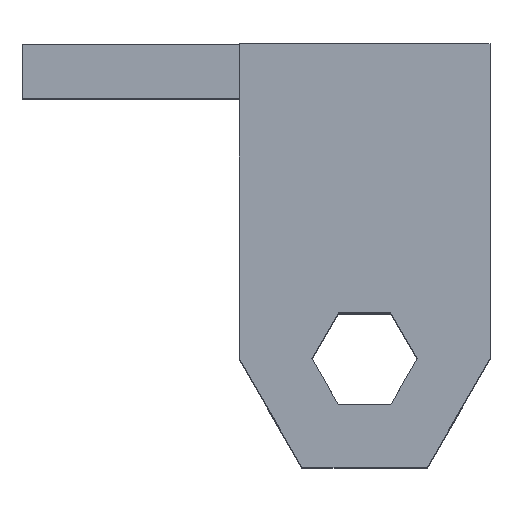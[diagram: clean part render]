
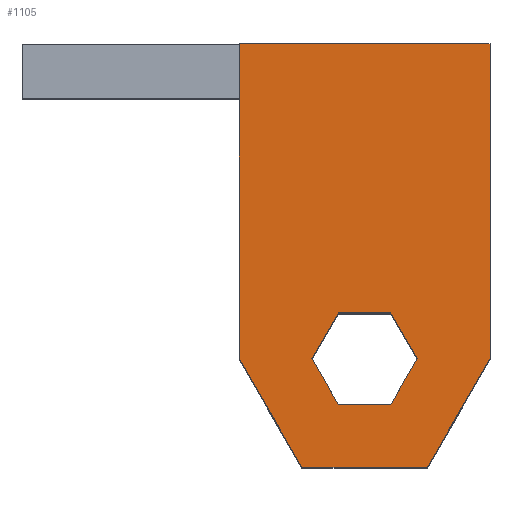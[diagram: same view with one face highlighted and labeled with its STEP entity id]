
A CAD part, top view. The second image highlights one B-rep face of the part: STEP entity #1105.
In plain terms, the highlighted planar face has unit normal (0, 0, 1).
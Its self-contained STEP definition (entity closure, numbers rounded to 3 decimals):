
#23=FACE_BOUND('',#437,.T.);
#56=LINE('',#1507,#201);
#68=LINE('',#1531,#213);
#71=LINE('',#1536,#216);
#93=LINE('',#1592,#238);
#95=LINE('',#1596,#240);
#96=LINE('',#1598,#241);
#160=LINE('',#1727,#305);
#163=LINE('',#1732,#308);
#165=LINE('',#1736,#310);
#167=LINE('',#1740,#312);
#169=LINE('',#1744,#314);
#171=LINE('',#1747,#316);
#201=VECTOR('',#1219,10.);
#213=VECTOR('',#1245,10.);
#216=VECTOR('',#1250,10.);
#238=VECTOR('',#1302,10.);
#240=VECTOR('',#1306,10.);
#241=VECTOR('',#1309,10.);
#305=VECTOR('',#1417,10.);
#308=VECTOR('',#1422,10.);
#310=VECTOR('',#1426,10.);
#312=VECTOR('',#1430,10.);
#314=VECTOR('',#1434,10.);
#316=VECTOR('',#1438,10.);
#372=FACE_OUTER_BOUND('',#436,.T.);
#436=EDGE_LOOP('',(#985,#986,#987,#988,#989,#990));
#437=EDGE_LOOP('',(#991,#992,#993,#994,#995,#996));
#469=VERTEX_POINT('',#1504);
#470=VERTEX_POINT('',#1506);
#475=VERTEX_POINT('',#1530);
#476=VERTEX_POINT('',#1534);
#495=VERTEX_POINT('',#1590);
#496=VERTEX_POINT('',#1594);
#538=VERTEX_POINT('',#1724);
#539=VERTEX_POINT('',#1726);
#540=VERTEX_POINT('',#1730);
#541=VERTEX_POINT('',#1734);
#542=VERTEX_POINT('',#1738);
#543=VERTEX_POINT('',#1742);
#575=EDGE_CURVE('',#469,#470,#56,.T.);
#587=EDGE_CURVE('',#470,#475,#68,.T.);
#590=EDGE_CURVE('',#476,#469,#71,.T.);
#616=EDGE_CURVE('',#495,#476,#93,.T.);
#618=EDGE_CURVE('',#496,#495,#95,.T.);
#619=EDGE_CURVE('',#475,#496,#96,.T.);
#683=EDGE_CURVE('',#538,#539,#160,.T.);
#686=EDGE_CURVE('',#540,#538,#163,.T.);
#688=EDGE_CURVE('',#541,#540,#165,.T.);
#690=EDGE_CURVE('',#542,#541,#167,.T.);
#692=EDGE_CURVE('',#543,#542,#169,.T.);
#694=EDGE_CURVE('',#539,#543,#171,.T.);
#985=ORIENTED_EDGE('',*,*,#694,.F.);
#986=ORIENTED_EDGE('',*,*,#683,.F.);
#987=ORIENTED_EDGE('',*,*,#686,.F.);
#988=ORIENTED_EDGE('',*,*,#688,.F.);
#989=ORIENTED_EDGE('',*,*,#690,.F.);
#990=ORIENTED_EDGE('',*,*,#692,.F.);
#991=ORIENTED_EDGE('',*,*,#619,.F.);
#992=ORIENTED_EDGE('',*,*,#587,.F.);
#993=ORIENTED_EDGE('',*,*,#575,.F.);
#994=ORIENTED_EDGE('',*,*,#590,.F.);
#995=ORIENTED_EDGE('',*,*,#616,.F.);
#996=ORIENTED_EDGE('',*,*,#618,.F.);
#1049=PLANE('',#1169);
#1105=ADVANCED_FACE('',(#372,#23),#1049,.F.);
#1169=AXIS2_PLACEMENT_3D('',#1748,#1439,#1440);
#1219=DIRECTION('',(1.,0.,0.));
#1245=DIRECTION('',(0.5,0.866,0.));
#1250=DIRECTION('',(0.5,-0.866,0.));
#1302=DIRECTION('',(-0.5,-0.866,0.));
#1306=DIRECTION('',(-1.,0.,0.));
#1309=DIRECTION('',(-0.5,0.866,0.));
#1417=DIRECTION('',(-0.5,0.866,0.));
#1422=DIRECTION('',(-1.,0.,0.));
#1426=DIRECTION('',(-0.5,-0.866,0.));
#1430=DIRECTION('',(0.,-1.,0.));
#1434=DIRECTION('',(1.,0.,0.));
#1438=DIRECTION('',(0.,1.,0.));
#1439=DIRECTION('center_axis',(0.,0.,-1.));
#1440=DIRECTION('ref_axis',(-1.,0.,0.));
#1504=CARTESIAN_POINT('',(-2.425,-4.2,50.));
#1506=CARTESIAN_POINT('',(2.425,-4.2,50.));
#1507=CARTESIAN_POINT('',(-2.425,-4.2,50.));
#1530=CARTESIAN_POINT('',(4.85,0.,50.));
#1531=CARTESIAN_POINT('',(2.425,-4.2,50.));
#1534=CARTESIAN_POINT('',(-4.85,0.,50.));
#1536=CARTESIAN_POINT('',(-4.85,0.,50.));
#1590=CARTESIAN_POINT('',(-2.425,4.2,50.));
#1592=CARTESIAN_POINT('',(-2.425,4.2,50.));
#1594=CARTESIAN_POINT('',(2.425,4.2,50.));
#1596=CARTESIAN_POINT('',(2.425,4.2,50.));
#1598=CARTESIAN_POINT('',(4.85,0.,50.));
#1724=CARTESIAN_POINT('',(-5.774,-10.,50.));
#1726=CARTESIAN_POINT('',(-11.547,0.,50.));
#1727=CARTESIAN_POINT('',(-11.547,0.,50.));
#1730=CARTESIAN_POINT('',(5.774,-10.,50.));
#1732=CARTESIAN_POINT('',(-5.774,-10.,50.));
#1734=CARTESIAN_POINT('',(11.547,0.,50.));
#1736=CARTESIAN_POINT('',(5.774,-10.,50.));
#1738=CARTESIAN_POINT('',(11.547,29.,50.));
#1740=CARTESIAN_POINT('',(11.547,29.,50.));
#1742=CARTESIAN_POINT('',(-11.547,29.,50.));
#1744=CARTESIAN_POINT('',(-11.547,29.,50.));
#1747=CARTESIAN_POINT('',(-11.547,0.,50.));
#1748=CARTESIAN_POINT('Origin',(0.,9.5,50.));
